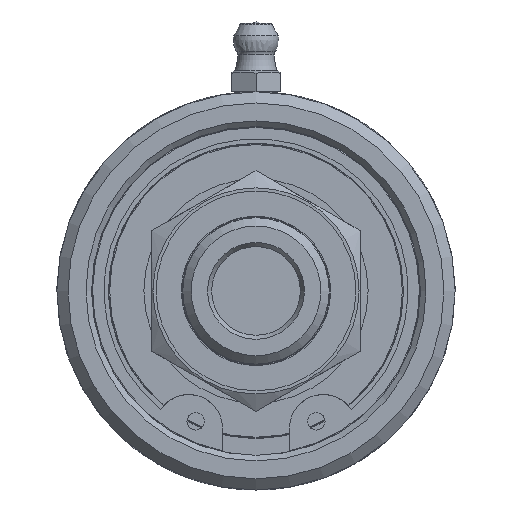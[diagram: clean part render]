
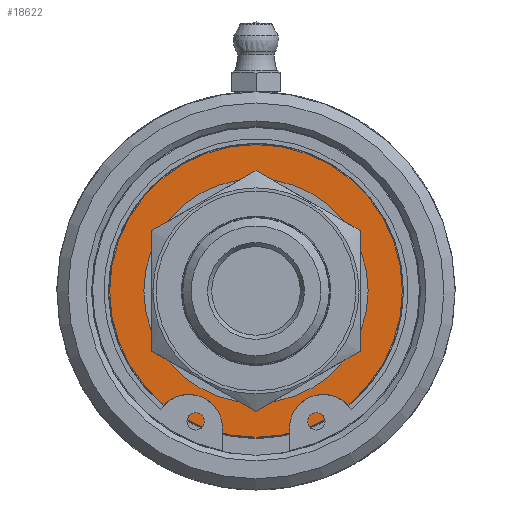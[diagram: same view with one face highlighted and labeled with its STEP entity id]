
A CAD part, left-side view. The second image highlights one B-rep face of the part: STEP entity #18622.
In plain terms, the highlighted planar face has unit normal (-1, 0, 0).
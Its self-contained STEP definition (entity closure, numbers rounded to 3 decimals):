
#574=PLANE('',#20176);
#1020=FACE_BOUND('',#3185,.T.);
#2046=FACE_OUTER_BOUND('',#3184,.T.);
#3184=EDGE_LOOP('',(#17136,#17137));
#3185=EDGE_LOOP('',(#17138,#17139));
#4776=CIRCLE('',#20174,16.05);
#4777=CIRCLE('',#20175,16.05);
#4778=CIRCLE('',#20177,20.95);
#4779=CIRCLE('',#20178,20.95);
#8891=VERTEX_POINT('',#42974);
#8892=VERTEX_POINT('',#42976);
#8893=VERTEX_POINT('',#42980);
#8894=VERTEX_POINT('',#42981);
#11644=EDGE_CURVE('',#8892,#8891,#4776,.T.);
#11645=EDGE_CURVE('',#8891,#8892,#4777,.T.);
#11646=EDGE_CURVE('',#8893,#8894,#4778,.T.);
#11647=EDGE_CURVE('',#8894,#8893,#4779,.T.);
#17136=ORIENTED_EDGE('',*,*,#11646,.F.);
#17137=ORIENTED_EDGE('',*,*,#11647,.F.);
#17138=ORIENTED_EDGE('',*,*,#11644,.T.);
#17139=ORIENTED_EDGE('',*,*,#11645,.T.);
#18622=ADVANCED_FACE('',(#2046,#1020),#574,.T.);
#20174=AXIS2_PLACEMENT_3D('',#42977,#24376,#24377);
#20175=AXIS2_PLACEMENT_3D('',#42978,#24378,#24379);
#20176=AXIS2_PLACEMENT_3D('',#42979,#24380,#24381);
#20177=AXIS2_PLACEMENT_3D('',#42982,#24382,#24383);
#20178=AXIS2_PLACEMENT_3D('',#42983,#24384,#24385);
#24376=DIRECTION('center_axis',(1.,0.,0.));
#24377=DIRECTION('ref_axis',(0.,1.,0.));
#24378=DIRECTION('center_axis',(1.,0.,0.));
#24379=DIRECTION('ref_axis',(0.,1.,0.));
#24380=DIRECTION('center_axis',(-1.,0.,0.));
#24381=DIRECTION('ref_axis',(0.,-1.,0.));
#24382=DIRECTION('center_axis',(1.,0.,0.));
#24383=DIRECTION('ref_axis',(0.,1.,0.));
#24384=DIRECTION('center_axis',(1.,0.,0.));
#24385=DIRECTION('ref_axis',(0.,1.,0.));
#42974=CARTESIAN_POINT('',(38.425,-16.05,0.));
#42976=CARTESIAN_POINT('',(38.425,16.05,0.));
#42977=CARTESIAN_POINT('Origin',(38.425,0.,0.));
#42978=CARTESIAN_POINT('Origin',(38.425,0.,0.));
#42979=CARTESIAN_POINT('Origin',(38.425,18.5,0.));
#42980=CARTESIAN_POINT('',(38.425,20.95,0.));
#42981=CARTESIAN_POINT('',(38.425,-20.95,0.));
#42982=CARTESIAN_POINT('Origin',(38.425,0.,0.));
#42983=CARTESIAN_POINT('Origin',(38.425,0.,0.));
